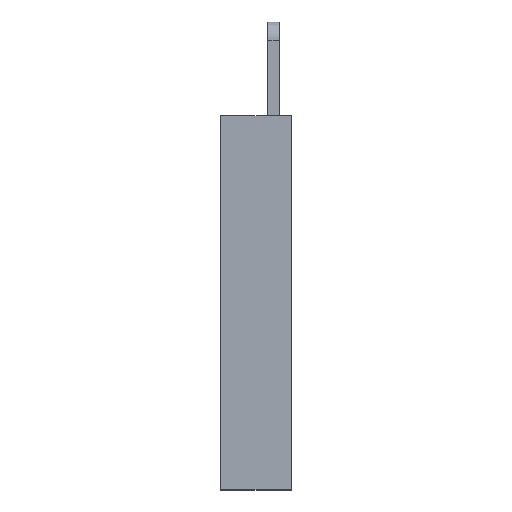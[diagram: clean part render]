
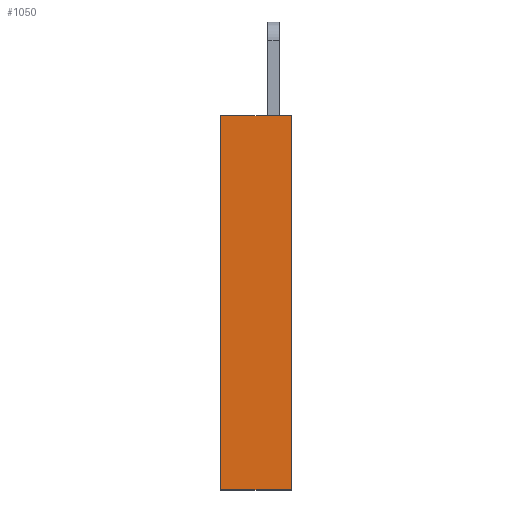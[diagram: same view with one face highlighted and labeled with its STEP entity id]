
A CAD part, left-side view. The second image highlights one B-rep face of the part: STEP entity #1050.
In plain terms, the highlighted planar face has unit normal (-1, 0, 0).
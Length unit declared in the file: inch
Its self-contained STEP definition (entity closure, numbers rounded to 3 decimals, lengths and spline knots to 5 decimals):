
#39 = CARTESIAN_POINT ( 'NONE',  ( -1., 0.125, 1. ) ) ;
#74 = EDGE_LOOP ( 'NONE', ( #293, #230, #1067, #623 ) ) ;
#84 = CARTESIAN_POINT ( 'NONE',  ( -1., 0.125, -1. ) ) ;
#117 = DIRECTION ( 'NONE',  ( 0., -1., 0. ) ) ;
#132 = EDGE_CURVE ( 'NONE', #184, #192, #1280, .T. ) ;
#184 = VERTEX_POINT ( 'NONE', #537 ) ;
#192 = VERTEX_POINT ( 'NONE', #1145 ) ;
#199 = DIRECTION ( 'NONE',  ( 0., -1., 0. ) ) ;
#230 = ORIENTED_EDGE ( 'NONE', *, *, #132, .F. ) ;
#293 = ORIENTED_EDGE ( 'NONE', *, *, #479, .F. ) ;
#341 = VECTOR ( 'NONE', #117, 39.37008 ) ;
#355 = CARTESIAN_POINT ( 'NONE',  ( -1., 0.125, 1. ) ) ;
#404 = VERTEX_POINT ( 'NONE', #823 ) ;
#435 = CARTESIAN_POINT ( 'NONE',  ( -1., 0.375, -1.67315 ) ) ;
#463 = DIRECTION ( 'NONE',  ( 0., 0., 1. ) ) ;
#474 = DIRECTION ( 'NONE',  ( 0., 0., -1. ) ) ;
#479 = EDGE_CURVE ( 'NONE', #192, #1469, #682, .T. ) ;
#483 = CARTESIAN_POINT ( 'NONE',  ( -1., 0., 1. ) ) ;
#493 = DIRECTION ( 'NONE',  ( 0., 0., 1. ) ) ;
#537 = CARTESIAN_POINT ( 'NONE',  ( -1., 0.375, -1. ) ) ;
#594 = CARTESIAN_POINT ( 'NONE',  ( -1., 0., 1. ) ) ;
#623 = ORIENTED_EDGE ( 'NONE', *, *, #1049, .T. ) ;
#682 = LINE ( 'NONE', #355, #341 ) ;
#792 = VECTOR ( 'NONE', #199, 39.37008 ) ;
#823 = CARTESIAN_POINT ( 'NONE',  ( -1., 0., -1. ) ) ;
#836 = LINE ( 'NONE', #483, #1361 ) ;
#976 = PLANE ( 'NONE',  #1031 ) ;
#1031 = AXIS2_PLACEMENT_3D ( 'NONE', #39, #1460, #474 ) ;
#1049 = EDGE_CURVE ( 'NONE', #404, #1469, #836, .T. ) ;
#1050 = ADVANCED_FACE ( 'NONE', ( #1085 ), #976, .F. ) ;
#1067 = ORIENTED_EDGE ( 'NONE', *, *, #1359, .T. ) ;
#1085 = FACE_OUTER_BOUND ( 'NONE', #74, .T. ) ;
#1145 = CARTESIAN_POINT ( 'NONE',  ( -1., 0.375, 1. ) ) ;
#1164 = VECTOR ( 'NONE', #463, 39.37008 ) ;
#1273 = LINE ( 'NONE', #84, #792 ) ;
#1280 = LINE ( 'NONE', #435, #1164 ) ;
#1359 = EDGE_CURVE ( 'NONE', #184, #404, #1273, .T. ) ;
#1361 = VECTOR ( 'NONE', #493, 39.37008 ) ;
#1460 = DIRECTION ( 'NONE',  ( 1., 0., 0. ) ) ;
#1469 = VERTEX_POINT ( 'NONE', #594 ) ;
